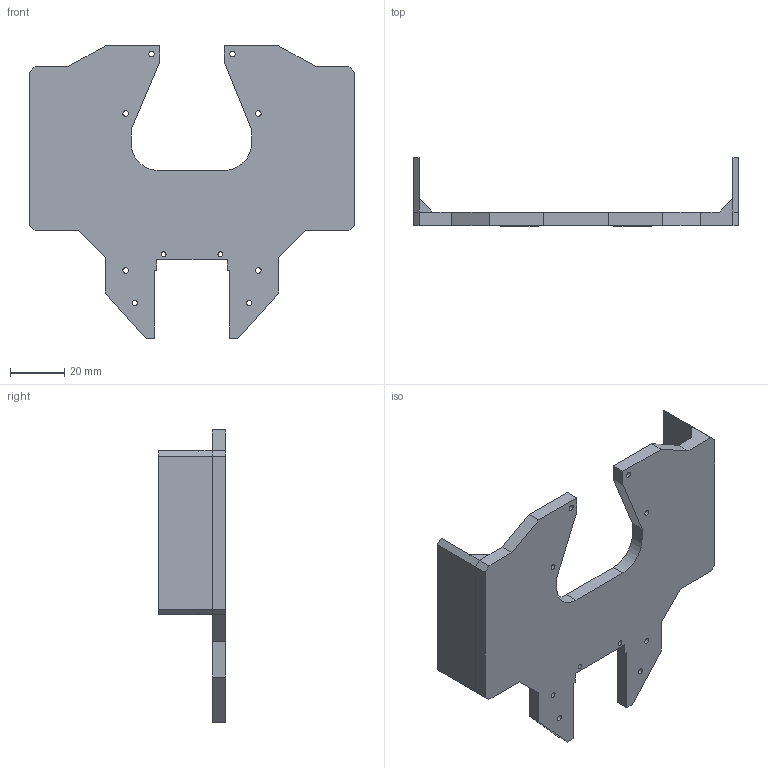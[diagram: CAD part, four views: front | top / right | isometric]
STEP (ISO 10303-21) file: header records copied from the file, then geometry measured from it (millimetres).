
FILE_DESCRIPTION(/* description */ (''),/* implementation_level */ '2;1');
FILE_NAME(/* name */ 'mid_plate_v2.step',/* time_stamp */ '2023-09-27T21:34:38+02:00',/* author */ (''),/* organization */ (''),/* preprocessor_version */ 'ST-DEVELOPER v20',/* originating_system */ 'Autodesk Translation Framework v12.14.0.127',/* authorisation */ '');
FILE_SCHEMA (('AUTOMOTIVE_DESIGN { 1 0 10303 214 3 1 1 }'));
Length unit declared in the file: millimetre
Products named in the file (1): mid_plate
Bounding box: 120 x 25 x 108 mm (x, y, z)
Volume: 45162.3 mm3; surface area: 23383.7 mm2
Topology: 1 solids, 1 shells, 64 faces, 174 edges, 112 vertices
Faces by surface type: plane 52, cylinder 12
Full cylindrical faces by diameter (mm): 1.8 x2, 2.05 x8
Entity records: 2059 total; most frequent: CARTESIAN_POINT 351, ORIENTED_EDGE 348, DIRECTION 328, EDGE_CURVE 174, LINE 150, VECTOR 150, VERTEX_POINT 112, AXIS2_PLACEMENT_3D 89
